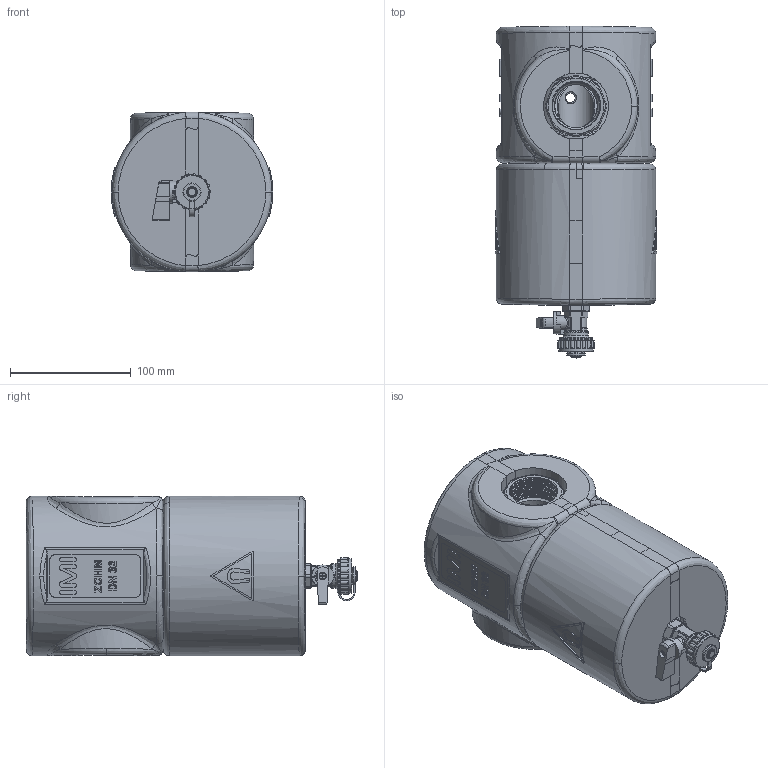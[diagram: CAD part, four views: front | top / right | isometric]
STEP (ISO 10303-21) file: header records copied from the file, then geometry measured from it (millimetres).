
FILE_DESCRIPTION((''),'2;1');
FILE_NAME('ZCHM_32.stp','2015-02-12T11:38:09',('SCG'),(''),'Autodesk Inventor 2013','Autodesk Inventor 2013','');
FILE_SCHEMA(('AUTOMOTIVE_DESIGN { 1 0 10303 214 1 1 1 1 }'));
Length unit declared in the file: millimetre
Products named in the file (26): 135694; 135487; 135459; 135458; 135241; 135460; 135457; 135455; 135456; 135454; 135669; 135611; 135616; 135619; 135618; 135617; 135620; 135612; 135622; 135623; 135478; 134989; 134987; 134988; 134987_1; 134988_1
Assembly tree (26 placements, depth 4):
  135694
    135487
      135459
      135458
      135241
      135460
      135457
      135455  x2
      135456
      135454
      135669
        135611
        135616
        135619
        135618
        135617
        135620
        135612
        135622
        135623
        135478
    134989
      134987
      134988
      134987_1
      134988_1
Bounding box: 134 x 274.81 x 132 mm (x, y, z)
Volume: 2454205.2 mm3; surface area: 445455.7 mm2
Topology: 24 solids, 24 shells, 3747 faces, 9042 edges, 5407 vertices
Faces by surface type: bspline 1430, cylinder 871, plane 856, torus 324, cone 216, sphere 50
Full cylindrical faces by diameter (mm): 2.498 x29, 2.642 x1, 3.048 x30, 3.861 x1, 5.588 x3, 6.096 x1, 8 x1, 8.026 x3, 8.128 x3, 8.331 x2, 8.636 x1, 9 x1, 9.144 x1, 9.449 x1, 11.684 x1, 13.716 x2, 14.528 x2, 14.95 x1, 15 x1, 15.189 x8, 15.341 x2, 16.256 x1, 16.662 x9, 18.288 x1, 19.304 x1, 20.32 x1, 23 x1, 24.502 x4, 24.891 x5, 26.619 x3
Entity records: 351501 total; most frequent: CARTESIAN_POINT 273778, ORIENTED_EDGE 16942, DIRECTION 13494, EDGE_CURVE 8471, AXIS2_PLACEMENT_3D 5427, VERTEX_POINT 5265, EDGE_LOOP 4254, FACE_OUTER_BOUND 3728
